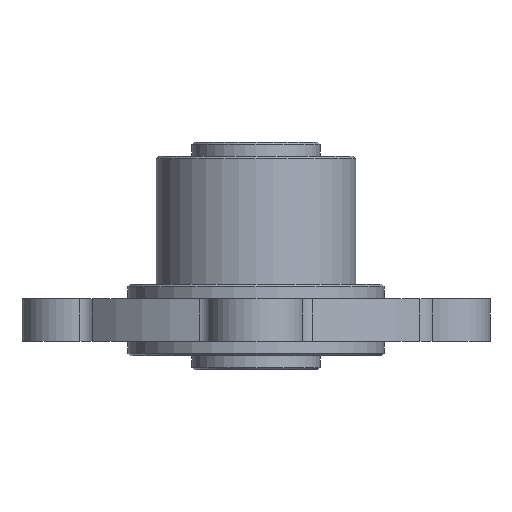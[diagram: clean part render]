
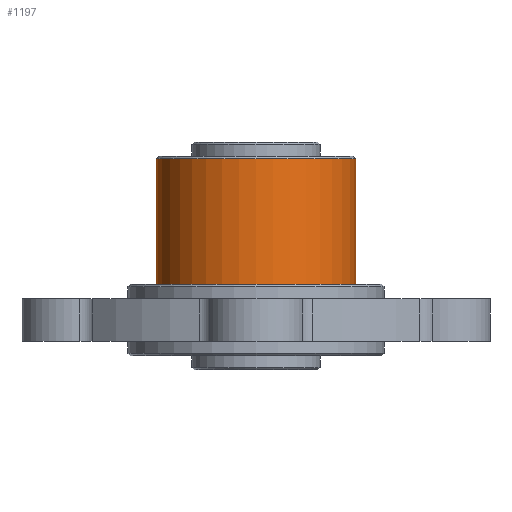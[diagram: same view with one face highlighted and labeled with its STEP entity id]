
A CAD part, left-side view. The second image highlights one B-rep face of the part: STEP entity #1197.
In plain terms, the highlighted cylindrical face has radius 11.113 mm (diameter 22.225 mm), a full revolution.
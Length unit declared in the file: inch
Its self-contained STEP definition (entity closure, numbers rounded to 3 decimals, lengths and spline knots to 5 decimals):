
#33 = EDGE_CURVE ( 'NONE', #1754, #1754, #734, .T. ) ;
#169 = DIRECTION ( 'NONE',  ( -1., 0., 0. ) ) ;
#309 = CIRCLE ( 'NONE', #413, 0.4375 ) ;
#325 = CARTESIAN_POINT ( 'NONE',  ( 1.59, 1.0269, 0.0625 ) ) ;
#330 = CYLINDRICAL_SURFACE ( 'NONE', #1279, 0.4375 ) ;
#413 = AXIS2_PLACEMENT_3D ( 'NONE', #424, #1100, #1697 ) ;
#424 = CARTESIAN_POINT ( 'NONE',  ( 1.1525, 1.0269, 0.615 ) ) ;
#530 = VERTEX_POINT ( 'NONE', #649 ) ;
#649 = CARTESIAN_POINT ( 'NONE',  ( 1.59, 1.0269, 0.615 ) ) ;
#734 = CIRCLE ( 'NONE', #737, 0.4375 ) ;
#737 = AXIS2_PLACEMENT_3D ( 'NONE', #1032, #1026, #1015 ) ;
#997 = CARTESIAN_POINT ( 'NONE',  ( 1.1525, 1.0269, 0.625 ) ) ;
#1015 = DIRECTION ( 'NONE',  ( 1., 0., 0. ) ) ;
#1026 = DIRECTION ( 'NONE',  ( 0., 0., 1. ) ) ;
#1032 = CARTESIAN_POINT ( 'NONE',  ( 1.1525, 1.0269, 0.0625 ) ) ;
#1100 = DIRECTION ( 'NONE',  ( 0., 0., -1. ) ) ;
#1159 = FACE_OUTER_BOUND ( 'NONE', #1206, .T. ) ;
#1197 = ADVANCED_FACE ( 'NONE', ( #1159, #1758 ), #330, .T. ) ;
#1206 = EDGE_LOOP ( 'NONE', ( #1319 ) ) ;
#1279 = AXIS2_PLACEMENT_3D ( 'NONE', #997, #1613, #169 ) ;
#1317 = EDGE_LOOP ( 'NONE', ( #1852 ) ) ;
#1319 = ORIENTED_EDGE ( 'NONE', *, *, #1866, .T. ) ;
#1613 = DIRECTION ( 'NONE',  ( 0., 0., -1. ) ) ;
#1697 = DIRECTION ( 'NONE',  ( 1., 0., 0. ) ) ;
#1754 = VERTEX_POINT ( 'NONE', #325 ) ;
#1758 = FACE_OUTER_BOUND ( 'NONE', #1317, .T. ) ;
#1852 = ORIENTED_EDGE ( 'NONE', *, *, #33, .T. ) ;
#1866 = EDGE_CURVE ( 'NONE', #530, #530, #309, .T. ) ;
